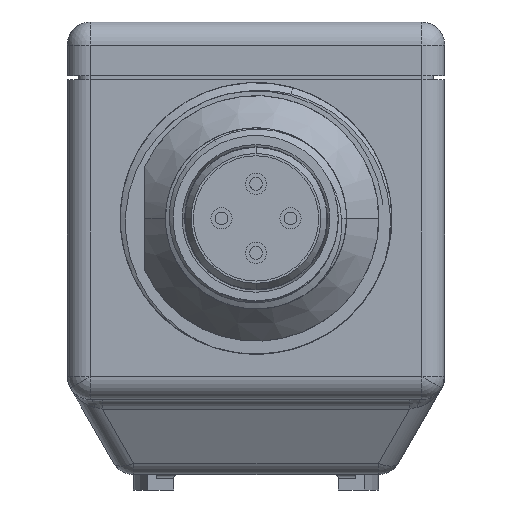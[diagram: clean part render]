
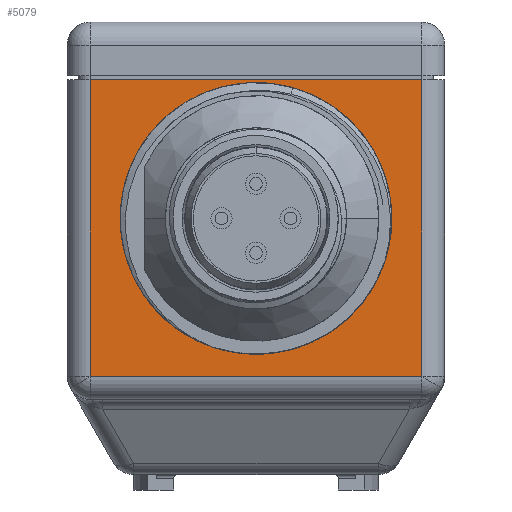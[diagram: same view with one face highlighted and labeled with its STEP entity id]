
A CAD part, front view. The second image highlights one B-rep face of the part: STEP entity #5079.
In plain terms, the highlighted planar face has unit normal (0, -1, 0).
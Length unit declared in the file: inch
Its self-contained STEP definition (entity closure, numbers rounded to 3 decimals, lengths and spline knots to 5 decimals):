
#304=DIRECTION('',(0.,0.,-1.));
#305=VECTOR('',#304,0.77397);
#306=CARTESIAN_POINT('',(0.924,0.,0.));
#307=LINE('',#306,#305);
#317=CARTESIAN_POINT('',(0.846,0.,-0.362));
#318=CARTESIAN_POINT('',(0.846,0.,-0.38194));
#319=CARTESIAN_POINT('',(0.84266,0.,-0.42136));
#320=CARTESIAN_POINT('',(0.82781,0.,-0.47939));
#321=CARTESIAN_POINT('',(0.80261,0.,-0.53545));
#322=CARTESIAN_POINT('',(0.76852,0.,-0.58579));
#323=CARTESIAN_POINT('',(0.72622,0.,-0.62977));
#324=CARTESIAN_POINT('',(0.67709,0.,-0.66577));
#325=CARTESIAN_POINT('',(0.62295,0.,-0.69277));
#326=CARTESIAN_POINT('',(0.56418,0.,-0.71033));
#327=CARTESIAN_POINT('',(0.50423,0.,-0.71752));
#328=CARTESIAN_POINT('',(0.44304,0.,-0.71436));
#329=CARTESIAN_POINT('',(0.38393,0.,-0.7009));
#330=CARTESIAN_POINT('',(0.32772,0.,-0.67755));
#331=CARTESIAN_POINT('',(0.27615,0.,-0.64475));
#332=CARTESIAN_POINT('',(0.23138,0.,-0.60413));
#333=CARTESIAN_POINT('',(0.19365,0.,-0.55574));
#334=CARTESIAN_POINT('',(0.1652,0.,-0.5025));
#335=CARTESIAN_POINT('',(0.14595,0.,-0.44452));
#336=CARTESIAN_POINT('',(0.13697,0.,-0.38435));
#337=CARTESIAN_POINT('',(0.13834,0.,-0.32339));
#338=CARTESIAN_POINT('',(0.15025,0.,-0.26328));
#339=CARTESIAN_POINT('',(0.17174,0.,-0.2073));
#340=CARTESIAN_POINT('',(0.20172,0.,-0.15675));
#341=CARTESIAN_POINT('',(0.23611,0.,-0.1157));
#342=CARTESIAN_POINT('',(0.27078,0.,-0.08447));
#343=CARTESIAN_POINT('',(0.30536,0.,-0.06029));
#344=CARTESIAN_POINT('',(0.33997,0.,-0.04153));
#345=CARTESIAN_POINT('',(0.37598,0.,-0.02679));
#346=CARTESIAN_POINT('',(0.41395,0.,-0.01595));
#347=CARTESIAN_POINT('',(0.45292,0.,-0.00944));
#348=CARTESIAN_POINT('',(0.47893,0.,-0.008));
#349=CARTESIAN_POINT('',(0.492,0.,-0.008));
#351=CARTESIAN_POINT('',(0.70002,0.,-0.63598));
#352=CARTESIAN_POINT('',(0.71459,0.,-0.62562));
#353=CARTESIAN_POINT('',(0.74177,0.,-0.60292));
#354=CARTESIAN_POINT('',(0.77705,0.,-0.56286));
#355=CARTESIAN_POINT('',(0.80594,0.,-0.5176));
#356=CARTESIAN_POINT('',(0.82766,0.,-0.4682));
#357=CARTESIAN_POINT('',(0.84155,0.,-0.41606));
#358=CARTESIAN_POINT('',(0.84544,0.,-0.38024));
#359=CARTESIAN_POINT('',(0.846,0.,-0.362));
#361=CARTESIAN_POINT('',(0.492,0.,-0.008));
#362=CARTESIAN_POINT('',(0.47953,0.,-0.00838));
#363=CARTESIAN_POINT('',(0.45472,0.,-0.01045));
#364=CARTESIAN_POINT('',(0.41757,0.,-0.01758));
#365=CARTESIAN_POINT('',(0.38141,0.,-0.02867));
#366=CARTESIAN_POINT('',(0.34724,0.,-0.04332));
#367=CARTESIAN_POINT('',(0.3147,0.,-0.0615));
#368=CARTESIAN_POINT('',(0.28235,0.,-0.08449));
#369=CARTESIAN_POINT('',(0.24986,0.,-0.11392));
#370=CARTESIAN_POINT('',(0.22831,0.,-0.1395));
#371=CARTESIAN_POINT('',(0.21802,0.,-0.15398));
#373=DIRECTION('',(-1.,0.,0.));
#374=VECTOR('',#373,0.86396);
#375=CARTESIAN_POINT('',(0.92398,0.,-0.77397));
#376=LINE('',#375,#374);
#532=DIRECTION('',(-1.,0.,0.));
#533=VECTOR('',#532,0.864);
#534=CARTESIAN_POINT('',(0.924,0.,0.));
#535=LINE('',#534,#533);
#578=DIRECTION('',(0.,0.,-1.));
#579=VECTOR('',#578,0.77397);
#580=CARTESIAN_POINT('',(0.06,0.,0.));
#581=LINE('',#580,#579);
#2964=CARTESIAN_POINT('',(0.492,0.,-0.362));
#2965=DIRECTION('',(0.,-1.,0.));
#2966=DIRECTION('',(0.605,0.,-0.796));
#2967=AXIS2_PLACEMENT_3D('',#2964,#2965,#2966);
#2976=CARTESIAN_POINT('',(0.70002,0.,-0.63598));
#2993=CARTESIAN_POINT('',(0.21802,0.,-0.15398));
#3006=CARTESIAN_POINT('',(0.492,0.,-0.362));
#3007=DIRECTION('',(0.,1.,0.));
#3008=DIRECTION('',(-0.796,0.,0.605));
#3009=AXIS2_PLACEMENT_3D('',#3006,#3007,#3008);
#3051=CARTESIAN_POINT('',(0.846,0.,-0.362));
#4079=CARTESIAN_POINT('',(0.924,0.,0.));
#4080=CARTESIAN_POINT('',(0.06,0.,0.));
#4081=VERTEX_POINT('',#4079);
#4082=VERTEX_POINT('',#4080);
#4221=CARTESIAN_POINT('',(0.92398,0.,-0.77397));
#4222=VERTEX_POINT('',#4221);
#4231=CARTESIAN_POINT('',(0.06002,0.,-0.77397));
#4232=VERTEX_POINT('',#4231);
#4408=CARTESIAN_POINT('',(0.492,0.,-0.018));
#4410=VERTEX_POINT('',#4408);
#4488=VERTEX_POINT('',#2993);
#4490=VERTEX_POINT('',#2976);
#4515=VERTEX_POINT('',#3051);
#4530=VERTEX_POINT('',#349);
#5053=CARTESIAN_POINT('',(0.984,0.,0.));
#5054=DIRECTION('',(0.,-1.,0.));
#5055=DIRECTION('',(-1.,0.,0.));
#5056=AXIS2_PLACEMENT_3D('',#5053,#5054,#5055);
#5057=PLANE('',#5056);
#5059=ORIENTED_EDGE('',*,*,#5058,.T.);
#5061=ORIENTED_EDGE('',*,*,#5060,.F.);
#5063=ORIENTED_EDGE('',*,*,#5062,.F.);
#5064=ORIENTED_EDGE('',*,*,#5043,.T.);
#5065=EDGE_LOOP('',(#5059,#5061,#5063,#5064));
#5066=FACE_OUTER_BOUND('',#5065,.F.);
#5068=ORIENTED_EDGE('',*,*,#5067,.F.);
#5070=ORIENTED_EDGE('',*,*,#5069,.F.);
#5072=ORIENTED_EDGE('',*,*,#5071,.T.);
#5074=ORIENTED_EDGE('',*,*,#5073,.F.);
#5076=ORIENTED_EDGE('',*,*,#5075,.F.);
#5077=EDGE_LOOP('',(#5068,#5070,#5072,#5074,#5076));
#5078=FACE_BOUND('',#5077,.F.);
#5079=ADVANCED_FACE('',(#5066,#5078),#5057,.T.);
#350=B_SPLINE_CURVE_WITH_KNOTS('',3,(#317,#318,#319,#320,#321,#322,#323,#324,
#325,#326,#327,#328,#329,#330,#331,#332,#333,#334,#335,#336,#337,#338,#339,#340,
#341,#342,#343,#344,#345,#346,#347,#348,#349),.UNSPECIFIED.,.F.,.F.,(4,1,1,1,1,
1,1,1,1,1,1,1,1,1,1,1,1,1,1,1,1,1,1,1,1,1,1,1,1,1,4),(0.,0.03333,
0.06667,0.1,0.13333,0.16667,0.2,
0.23333,0.26667,0.3,0.33333,0.36667,
0.4,0.43333,0.46667,0.5,0.53333,
0.56667,0.6,0.63333,0.66667,0.7,
0.73333,0.76667,0.8,0.83333,0.86667,
0.9,0.93333,0.96667,1.),.UNSPECIFIED.);
#360=B_SPLINE_CURVE_WITH_KNOTS('',3,(#351,#352,#353,#354,#355,#356,#357,#358,
#359),.UNSPECIFIED.,.F.,.F.,(4,1,1,1,1,1,4),(0.,0.16667,
0.33333,0.5,0.66667,0.83333,1.),
.UNSPECIFIED.);
#372=B_SPLINE_CURVE_WITH_KNOTS('',3,(#361,#362,#363,#364,#365,#366,#367,#368,
#369,#370,#371),.UNSPECIFIED.,.F.,.F.,(4,1,1,1,1,1,1,1,4),(0.,0.125,0.25,
0.375,0.5,0.625,0.75,0.875,1.),.UNSPECIFIED.);
#2968=CIRCLE('',#2967,0.344);
#3010=CIRCLE('',#3009,0.344);
#5043=EDGE_CURVE('',#4081,#4222,#307,.T.);
#5058=EDGE_CURVE('',#4222,#4232,#376,.T.);
#5060=EDGE_CURVE('',#4082,#4232,#581,.T.);
#5062=EDGE_CURVE('',#4081,#4082,#535,.T.);
#5067=EDGE_CURVE('',#4515,#4530,#350,.T.);
#5069=EDGE_CURVE('',#4490,#4515,#360,.T.);
#5071=EDGE_CURVE('',#4490,#4410,#2968,.T.);
#5073=EDGE_CURVE('',#4488,#4410,#3010,.T.);
#5075=EDGE_CURVE('',#4530,#4488,#372,.T.);
